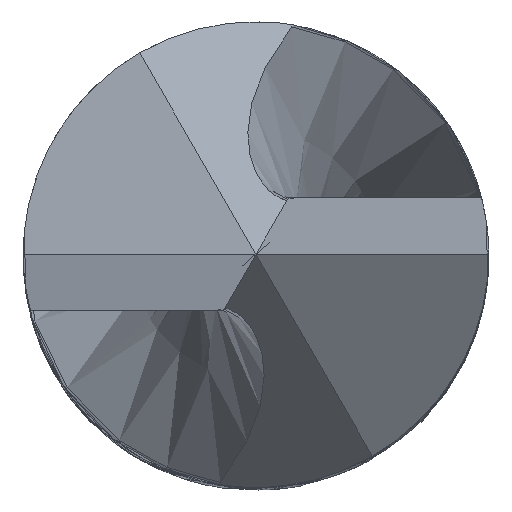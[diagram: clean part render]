
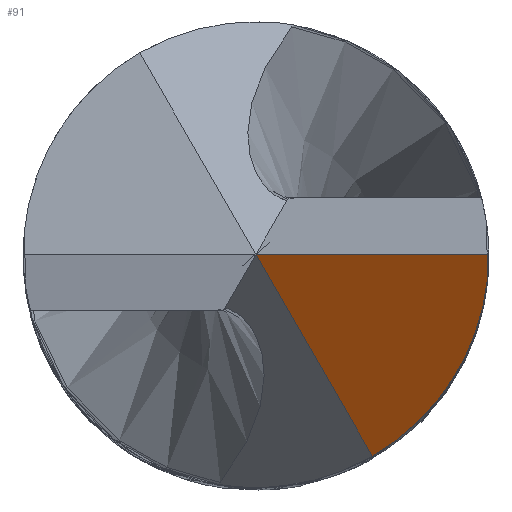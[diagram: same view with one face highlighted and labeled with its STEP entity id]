
A CAD part, top view. The second image highlights one B-rep face of the part: STEP entity #91.
In plain terms, the highlighted planar face has unit normal (0.306, -0.601, 0.738).
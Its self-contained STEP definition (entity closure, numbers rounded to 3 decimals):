
#91=ADVANCED_FACE('',(#639),#8572,.T.);
#639=FACE_OUTER_BOUND('',#1187,.T.);
#1187=EDGE_LOOP('',(#1818,#1819,#1820));
#1818=ORIENTED_EDGE('',*,*,#4641,.T.);
#1819=ORIENTED_EDGE('',*,*,#4629,.F.);
#1820=ORIENTED_EDGE('',*,*,#4647,.F.);
#4629=EDGE_CURVE('',#7450,#7461,#6048,.T.);
#4641=EDGE_CURVE('',#7460,#7461,#6060,.T.);
#4647=EDGE_CURVE('',#7460,#7450,#6066,.T.);
#6048=B_SPLINE_CURVE_WITH_KNOTS('',1,(#32352,#32353),.UNSPECIFIED.,.F.,
 .F.,(2,2),(0.,7.216),.UNSPECIFIED.);
#6060=B_SPLINE_CURVE_WITH_KNOTS('',3,(#32434,#32435,#32436,#32437,#32438,
#32439,#32440,#32441,#32442,#32443,#32444,#32445,#32446),.UNSPECIFIED.,
 .F.,.F.,(4,3,3,3,4),(0.,2.137,5.564,11.75,
11.884),.UNSPECIFIED.);
#6066=B_SPLINE_CURVE_WITH_KNOTS('',1,(#32488,#32489),.UNSPECIFIED.,.F.,
 .F.,(2,2),(67.78,76.805),.UNSPECIFIED.);
#7450=VERTEX_POINT('',#31411);
#7460=VERTEX_POINT('',#31421);
#7461=VERTEX_POINT('',#31422);
#8572=PLANE('',#9028);
#9028=AXIS2_PLACEMENT_3D('',#11560,#9319,$);
#9319=DIRECTION('',(0.306,-0.601,0.738));
#11560=CARTESIAN_POINT('',(100.,0.,0.));
#31411=CARTESIAN_POINT('',(100.,0.,0.));
#31421=CARTESIAN_POINT('',(105.,-8.66,-9.124));
#31422=CARTESIAN_POINT('',(110.,0.,-4.142));
#32352=CARTESIAN_POINT('',(100.,0.,0.));
#32353=CARTESIAN_POINT('',(110.,0.,-4.142));
#32434=CARTESIAN_POINT('',(105.,-8.66,-9.124));
#32435=CARTESIAN_POINT('',(105.617,-8.304,-9.09));
#32436=CARTESIAN_POINT('',(106.185,-7.888,-8.986));
#32437=CARTESIAN_POINT('',(106.7,-7.424,-8.822));
#32438=CARTESIAN_POINT('',(107.524,-6.681,-8.557));
#32439=CARTESIAN_POINT('',(108.183,-5.837,-8.143));
#32440=CARTESIAN_POINT('',(108.687,-4.954,-7.633));
#32441=CARTESIAN_POINT('',(109.591,-3.368,-6.716));
#32442=CARTESIAN_POINT('',(109.983,-1.678,-5.502));
#32443=CARTESIAN_POINT('',(109.999,-0.104,-4.226));
#32444=CARTESIAN_POINT('',(110.,-0.069,-4.198));
#32445=CARTESIAN_POINT('',(110.,-0.035,-4.17));
#32446=CARTESIAN_POINT('',(110.,0.,-4.142));
#32488=CARTESIAN_POINT('',(105.,-8.66,-9.124));
#32489=CARTESIAN_POINT('',(100.,0.,0.));
